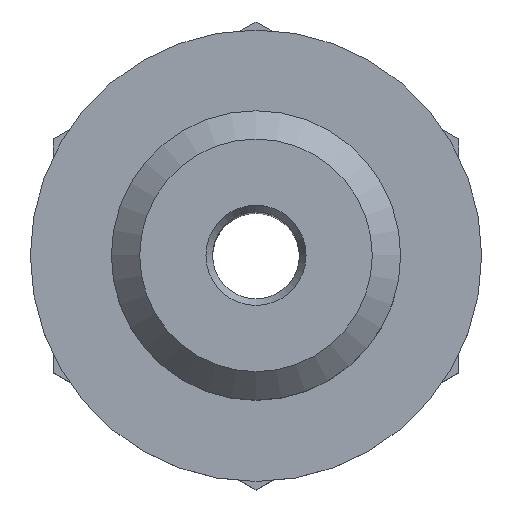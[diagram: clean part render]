
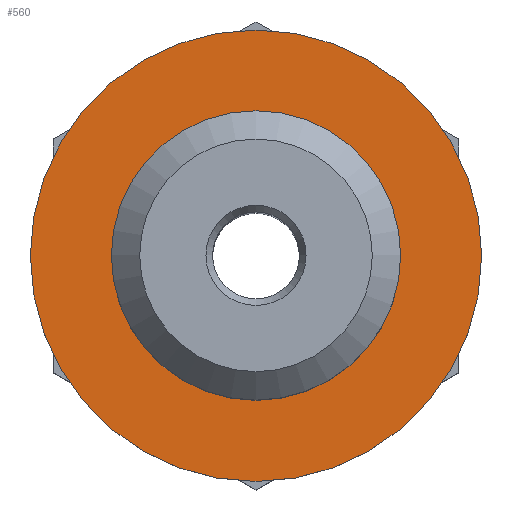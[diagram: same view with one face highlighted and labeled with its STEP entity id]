
A CAD part, top view. The second image highlights one B-rep face of the part: STEP entity #560.
In plain terms, the highlighted planar face has unit normal (0, 0, 1).
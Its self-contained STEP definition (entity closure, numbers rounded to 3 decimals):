
#80=PLANE('',#642);
#113=CIRCLE('',#641,2.15);
#114=CIRCLE('',#643,3.9);
#221=ORIENTED_EDGE('',*,*,#311,.T.);
#222=ORIENTED_EDGE('',*,*,#312,.F.);
#311=EDGE_CURVE('',#365,#365,#113,.T.);
#312=EDGE_CURVE('',#366,#366,#114,.T.);
#365=VERTEX_POINT('',#1009);
#366=VERTEX_POINT('',#1012);
#432=EDGE_LOOP('',(#221));
#433=EDGE_LOOP('',(#222));
#500=FACE_BOUND('',#432,.T.);
#501=FACE_BOUND('',#433,.T.);
#560=ADVANCED_FACE('',(#500,#501),#80,.T.);
#641=AXIS2_PLACEMENT_3D('',#1008,#796,#797);
#642=AXIS2_PLACEMENT_3D('',#1010,#798,#799);
#643=AXIS2_PLACEMENT_3D('',#1011,#800,#801);
#796=DIRECTION('',(0.,0.,-1.));
#797=DIRECTION('',(-1.,0.,0.));
#798=DIRECTION('',(0.,0.,1.));
#799=DIRECTION('',(1.,0.,0.));
#800=DIRECTION('',(0.,0.,-1.));
#801=DIRECTION('',(-1.,0.,0.));
#1008=CARTESIAN_POINT('',(0.,0.,-3.8));
#1009=CARTESIAN_POINT('',(-2.15,0.,-3.8));
#1010=CARTESIAN_POINT('',(0.,3.9,-3.8));
#1011=CARTESIAN_POINT('',(0.,0.,-3.8));
#1012=CARTESIAN_POINT('',(-3.9,0.,-3.8));
